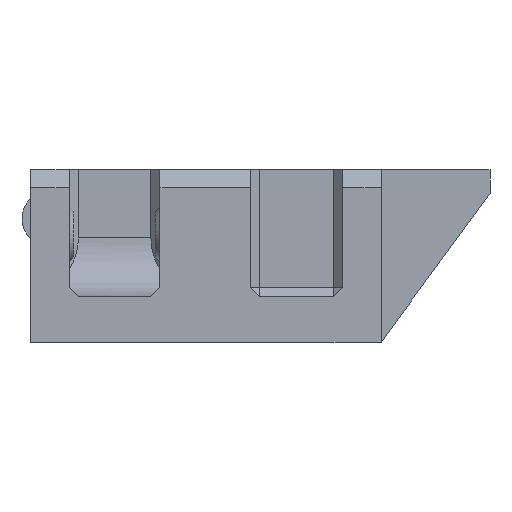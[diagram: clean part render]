
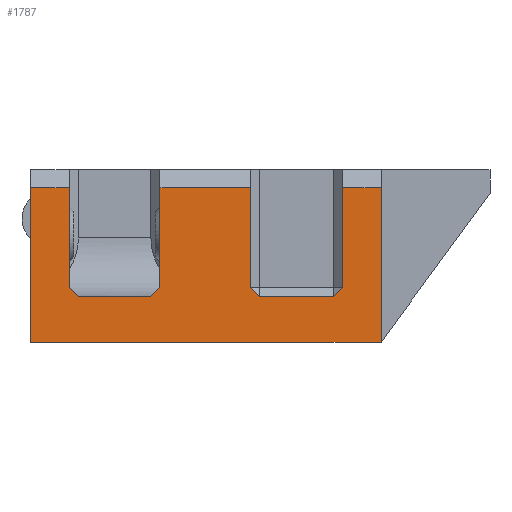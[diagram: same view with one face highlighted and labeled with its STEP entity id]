
A CAD part, left-side view. The second image highlights one B-rep face of the part: STEP entity #1787.
In plain terms, the highlighted planar face has unit normal (-1, 0, 0).
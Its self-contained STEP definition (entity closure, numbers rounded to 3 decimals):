
#126=PLANE('',#1933);
#211=FACE_OUTER_BOUND('',#324,.T.);
#324=EDGE_LOOP('',(#1448,#1449,#1450,#1451,#1452,#1453,#1454,#1455,#1456,
#1457,#1458,#1459,#1460,#1461,#1462,#1463));
#407=LINE('',#2565,#590);
#411=LINE('',#2580,#594);
#433=LINE('',#2639,#616);
#437=LINE('',#2654,#620);
#490=LINE('',#2787,#673);
#501=LINE('',#2808,#684);
#504=LINE('',#2813,#687);
#507=LINE('',#2818,#690);
#509=LINE('',#2822,#692);
#511=LINE('',#2826,#694);
#513=LINE('',#2841,#696);
#514=LINE('',#2844,#697);
#515=LINE('',#2845,#698);
#516=LINE('',#2847,#699);
#517=LINE('',#2849,#700);
#518=LINE('',#2850,#701);
#590=VECTOR('',#2040,10.);
#594=VECTOR('',#2054,10.);
#616=VECTOR('',#2100,10.);
#620=VECTOR('',#2116,10.);
#673=VECTOR('',#2233,10.);
#684=VECTOR('',#2252,10.);
#687=VECTOR('',#2257,10.);
#690=VECTOR('',#2262,10.);
#692=VECTOR('',#2266,10.);
#694=VECTOR('',#2272,10.);
#696=VECTOR('',#2292,10.);
#697=VECTOR('',#2295,10.);
#698=VECTOR('',#2296,10.);
#699=VECTOR('',#2297,10.);
#700=VECTOR('',#2298,10.);
#701=VECTOR('',#2299,10.);
#829=VERTEX_POINT('',#2562);
#830=VERTEX_POINT('',#2564);
#835=VERTEX_POINT('',#2577);
#836=VERTEX_POINT('',#2579);
#860=VERTEX_POINT('',#2636);
#861=VERTEX_POINT('',#2638);
#866=VERTEX_POINT('',#2653);
#905=VERTEX_POINT('',#2785);
#906=VERTEX_POINT('',#2786);
#911=VERTEX_POINT('',#2806);
#912=VERTEX_POINT('',#2807);
#913=VERTEX_POINT('',#2812);
#915=VERTEX_POINT('',#2820);
#920=VERTEX_POINT('',#2843);
#921=VERTEX_POINT('',#2846);
#922=VERTEX_POINT('',#2848);
#991=EDGE_CURVE('',#830,#829,#407,.T.);
#998=EDGE_CURVE('',#835,#836,#411,.T.);
#1026=EDGE_CURVE('',#861,#860,#433,.T.);
#1034=EDGE_CURVE('',#830,#866,#437,.T.);
#1096=EDGE_CURVE('',#905,#906,#490,.T.);
#1107=EDGE_CURVE('',#911,#912,#501,.T.);
#1110=EDGE_CURVE('',#906,#913,#504,.T.);
#1113=EDGE_CURVE('',#912,#905,#507,.T.);
#1115=EDGE_CURVE('',#915,#835,#509,.T.);
#1117=EDGE_CURVE('',#866,#915,#511,.T.);
#1123=EDGE_CURVE('',#913,#860,#513,.T.);
#1124=EDGE_CURVE('',#911,#920,#514,.T.);
#1125=EDGE_CURVE('',#836,#920,#515,.T.);
#1126=EDGE_CURVE('',#921,#829,#516,.T.);
#1127=EDGE_CURVE('',#922,#921,#517,.T.);
#1128=EDGE_CURVE('',#861,#922,#518,.T.);
#1448=ORIENTED_EDGE('',*,*,#1123,.F.);
#1449=ORIENTED_EDGE('',*,*,#1110,.F.);
#1450=ORIENTED_EDGE('',*,*,#1096,.F.);
#1451=ORIENTED_EDGE('',*,*,#1113,.F.);
#1452=ORIENTED_EDGE('',*,*,#1107,.F.);
#1453=ORIENTED_EDGE('',*,*,#1124,.T.);
#1454=ORIENTED_EDGE('',*,*,#1125,.F.);
#1455=ORIENTED_EDGE('',*,*,#998,.F.);
#1456=ORIENTED_EDGE('',*,*,#1115,.F.);
#1457=ORIENTED_EDGE('',*,*,#1117,.F.);
#1458=ORIENTED_EDGE('',*,*,#1034,.F.);
#1459=ORIENTED_EDGE('',*,*,#991,.T.);
#1460=ORIENTED_EDGE('',*,*,#1126,.F.);
#1461=ORIENTED_EDGE('',*,*,#1127,.F.);
#1462=ORIENTED_EDGE('',*,*,#1128,.F.);
#1463=ORIENTED_EDGE('',*,*,#1026,.T.);
#1787=ADVANCED_FACE('',(#211),#126,.T.);
#1933=AXIS2_PLACEMENT_3D('',#2842,#2293,#2294);
#2040=DIRECTION('',(0.,0.,1.));
#2054=DIRECTION('',(0.,0.,1.));
#2100=DIRECTION('',(0.,0.,1.));
#2116=DIRECTION('',(0.,-0.707,-0.707));
#2233=DIRECTION('',(0.,-0.707,0.707));
#2252=DIRECTION('',(0.,-0.707,-0.707));
#2257=DIRECTION('',(0.,0.,1.));
#2262=DIRECTION('',(0.,-1.,0.));
#2266=DIRECTION('',(0.,-0.707,0.707));
#2272=DIRECTION('',(0.,-1.,0.));
#2292=DIRECTION('',(0.,-1.,0.));
#2293=DIRECTION('center_axis',(-1.,0.,0.));
#2294=DIRECTION('ref_axis',(0.,-1.,0.));
#2295=DIRECTION('',(0.,0.,1.));
#2296=DIRECTION('',(0.,-1.,0.));
#2297=DIRECTION('',(0.,-1.,0.));
#2298=DIRECTION('',(0.,0.,1.));
#2299=DIRECTION('',(0.,1.,0.));
#2562=CARTESIAN_POINT('',(-32.8,16.05,17.));
#2564=CARTESIAN_POINT('',(-32.8,16.05,6.));
#2565=CARTESIAN_POINT('',(-32.8,16.05,5.));
#2577=CARTESIAN_POINT('',(-32.8,6.05,6.));
#2579=CARTESIAN_POINT('',(-32.8,6.05,17.));
#2580=CARTESIAN_POINT('',(-32.8,6.05,5.));
#2636=CARTESIAN_POINT('',(-32.8,-18.3,17.));
#2638=CARTESIAN_POINT('',(-32.8,-18.3,0.));
#2639=CARTESIAN_POINT('',(-32.8,-18.3,0.));
#2653=CARTESIAN_POINT('',(-32.8,15.05,5.));
#2654=CARTESIAN_POINT('',(-32.8,15.363,5.313));
#2785=CARTESIAN_POINT('',(-32.8,-13.1,5.));
#2786=CARTESIAN_POINT('',(-32.8,-14.1,6.));
#2787=CARTESIAN_POINT('',(-32.8,-3.75,-4.35));
#2806=CARTESIAN_POINT('',(-32.8,-3.9,6.));
#2807=CARTESIAN_POINT('',(-32.8,-4.9,5.));
#2808=CARTESIAN_POINT('',(-32.8,0.4,10.3));
#2812=CARTESIAN_POINT('',(-32.8,-14.1,17.));
#2813=CARTESIAN_POINT('',(-32.8,-14.1,5.));
#2818=CARTESIAN_POINT('',(-32.8,-18.3,5.));
#2820=CARTESIAN_POINT('',(-32.8,7.05,5.));
#2822=CARTESIAN_POINT('',(-32.8,11.363,0.688));
#2826=CARTESIAN_POINT('',(-32.8,-18.3,5.));
#2841=CARTESIAN_POINT('',(-32.8,10.65,17.));
#2842=CARTESIAN_POINT('Origin',(-32.8,20.3,0.));
#2843=CARTESIAN_POINT('',(-32.8,-3.9,17.));
#2844=CARTESIAN_POINT('',(-32.8,-3.9,5.));
#2845=CARTESIAN_POINT('',(-32.8,10.65,17.));
#2846=CARTESIAN_POINT('',(-32.8,20.3,17.));
#2847=CARTESIAN_POINT('',(-32.8,10.65,17.));
#2848=CARTESIAN_POINT('',(-32.8,20.3,0.));
#2849=CARTESIAN_POINT('',(-32.8,20.3,0.));
#2850=CARTESIAN_POINT('',(-32.8,-18.3,0.));
